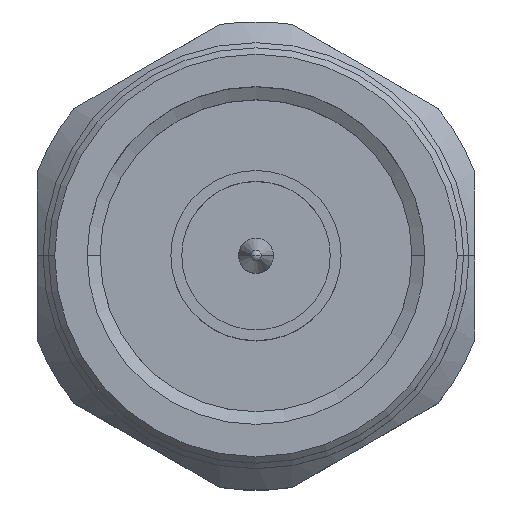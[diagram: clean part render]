
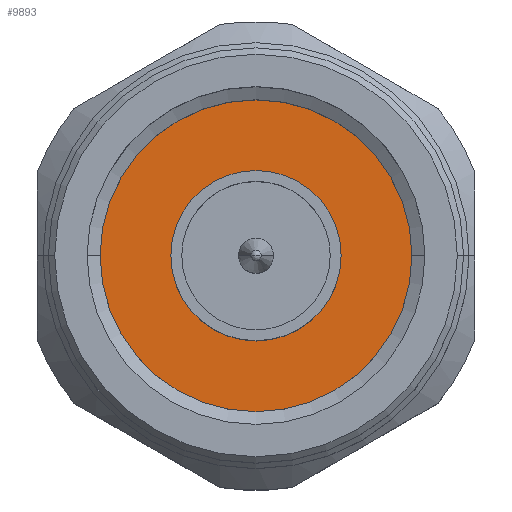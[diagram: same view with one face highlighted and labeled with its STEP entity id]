
A CAD part, top view. The second image highlights one B-rep face of the part: STEP entity #9893.
In plain terms, the highlighted face is planar.
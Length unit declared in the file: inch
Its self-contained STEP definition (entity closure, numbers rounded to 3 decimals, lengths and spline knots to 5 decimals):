
#174 = EDGE_CURVE ( 'NONE', #2480, #7571, #9082, .T. ) ;
#602 = CIRCLE ( 'NONE', #11217, 0.15748 ) ;
#804 = ORIENTED_EDGE ( 'NONE', *, *, #13103, .T. ) ;
#877 = EDGE_CURVE ( 'NONE', #7571, #2480, #13033, .T. ) ;
#1000 = PLANE ( 'NONE',  #16410 ) ;
#1001 = DIRECTION ( 'NONE',  ( 0., 0., -1. ) ) ;
#1163 = CARTESIAN_POINT ( 'NONE',  ( 0.41653, 0., 0. ) ) ;
#1294 = CARTESIAN_POINT ( 'NONE',  ( 0.41653, 0., -0.34395 ) ) ;
#2480 = VERTEX_POINT ( 'NONE', #1294 ) ;
#3602 = DIRECTION ( 'NONE',  ( 1., 0., 0. ) ) ;
#4061 = EDGE_LOOP ( 'NONE', ( #11287, #16393 ) ) ;
#4796 = CARTESIAN_POINT ( 'NONE',  ( 0.41653, 0., 0. ) ) ;
#6066 = VERTEX_POINT ( 'NONE', #16795 ) ;
#6294 = DIRECTION ( 'NONE',  ( -1., 0., 0. ) ) ;
#6370 = DIRECTION ( 'NONE',  ( 1., 0., 0. ) ) ;
#6682 = CARTESIAN_POINT ( 'NONE',  ( 0.41653, 0., 0.34395 ) ) ;
#7111 = VERTEX_POINT ( 'NONE', #13113 ) ;
#7339 = EDGE_CURVE ( 'NONE', #7111, #6066, #602, .T. ) ;
#7491 = FACE_BOUND ( 'NONE', #11176, .T. ) ;
#7571 = VERTEX_POINT ( 'NONE', #6682 ) ;
#8494 = DIRECTION ( 'NONE',  ( 1., 0., 0. ) ) ;
#8852 = DIRECTION ( 'NONE',  ( 0., 0., 1. ) ) ;
#9082 = CIRCLE ( 'NONE', #16649, 0.34395 ) ;
#9172 = AXIS2_PLACEMENT_3D ( 'NONE', #15295, #8494, #1001 ) ;
#9775 = ORIENTED_EDGE ( 'NONE', *, *, #7339, .T. ) ;
#9893 = ADVANCED_FACE ( 'NONE', ( #7491, #12668 ), #1000, .T. ) ;
#11176 = EDGE_LOOP ( 'NONE', ( #9775, #804 ) ) ;
#11217 = AXIS2_PLACEMENT_3D ( 'NONE', #12671, #15466, #11478 ) ;
#11287 = ORIENTED_EDGE ( 'NONE', *, *, #174, .F. ) ;
#11346 = CIRCLE ( 'NONE', #9172, 0.15748 ) ;
#11478 = DIRECTION ( 'NONE',  ( 0., 0., -1. ) ) ;
#12668 = FACE_OUTER_BOUND ( 'NONE', #4061, .T. ) ;
#12671 = CARTESIAN_POINT ( 'NONE',  ( 0.41653, 0., 0. ) ) ;
#12741 = AXIS2_PLACEMENT_3D ( 'NONE', #1163, #6370, #16367 ) ;
#13033 = CIRCLE ( 'NONE', #12741, 0.34395 ) ;
#13103 = EDGE_CURVE ( 'NONE', #6066, #7111, #11346, .T. ) ;
#13113 = CARTESIAN_POINT ( 'NONE',  ( 0.41653, 0., -0.15748 ) ) ;
#13982 = DIRECTION ( 'NONE',  ( 0., 0., -1. ) ) ;
#15295 = CARTESIAN_POINT ( 'NONE',  ( 0.41653, 0., 0. ) ) ;
#15466 = DIRECTION ( 'NONE',  ( 1., 0., 0. ) ) ;
#16367 = DIRECTION ( 'NONE',  ( 0., 0., -1. ) ) ;
#16393 = ORIENTED_EDGE ( 'NONE', *, *, #877, .F. ) ;
#16410 = AXIS2_PLACEMENT_3D ( 'NONE', #16550, #6294, #8852 ) ;
#16550 = CARTESIAN_POINT ( 'NONE',  ( 0.41653, 0.34395, 0. ) ) ;
#16649 = AXIS2_PLACEMENT_3D ( 'NONE', #4796, #3602, #13982 ) ;
#16795 = CARTESIAN_POINT ( 'NONE',  ( 0.41653, 0., 0.15748 ) ) ;
